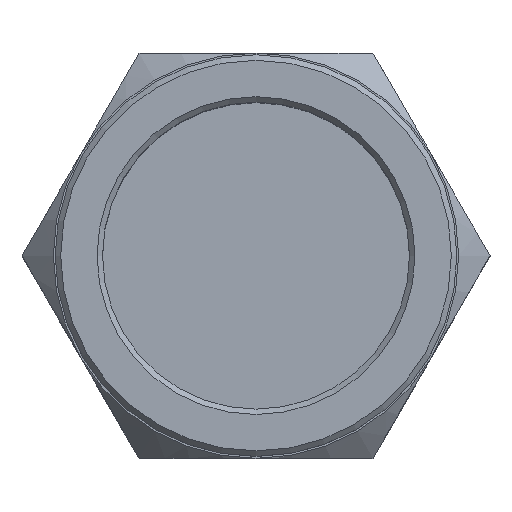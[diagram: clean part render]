
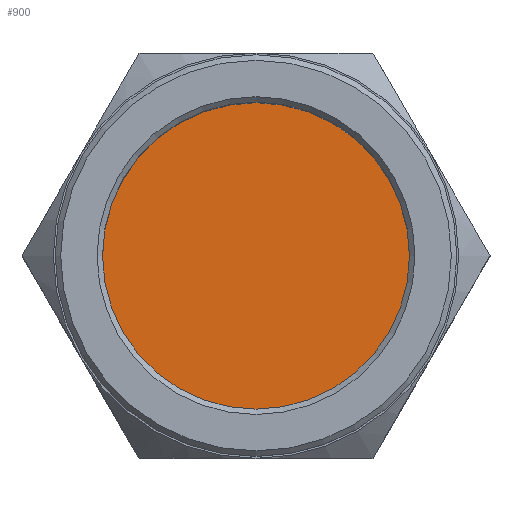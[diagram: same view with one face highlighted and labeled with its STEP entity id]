
A CAD part, top view. The second image highlights one B-rep face of the part: STEP entity #900.
In plain terms, the highlighted planar face has unit normal (0, 0, 1).
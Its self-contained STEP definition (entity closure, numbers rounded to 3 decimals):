
#43=PLANE('',#995);
#258=FACE_OUTER_BOUND('',#326,.T.);
#326=EDGE_LOOP('',(#821));
#329=CIRCLE('',#907,8.331);
#366=VERTEX_POINT('',#1243);
#449=EDGE_CURVE('',#366,#366,#329,.T.);
#821=ORIENTED_EDGE('',*,*,#449,.T.);
#900=ADVANCED_FACE('',(#258),#43,.T.);
#907=AXIS2_PLACEMENT_3D('',#1244,#1006,#1007);
#995=AXIS2_PLACEMENT_3D('',#1572,#1234,#1235);
#1006=DIRECTION('center_axis',(0.,0.,1.));
#1007=DIRECTION('ref_axis',(1.,0.,0.));
#1234=DIRECTION('center_axis',(0.,0.,1.));
#1235=DIRECTION('ref_axis',(1.,0.,0.));
#1243=CARTESIAN_POINT('',(8.331,0.,22.));
#1244=CARTESIAN_POINT('Origin',(0.,0.,22.));
#1572=CARTESIAN_POINT('Origin',(0.,0.,22.));
